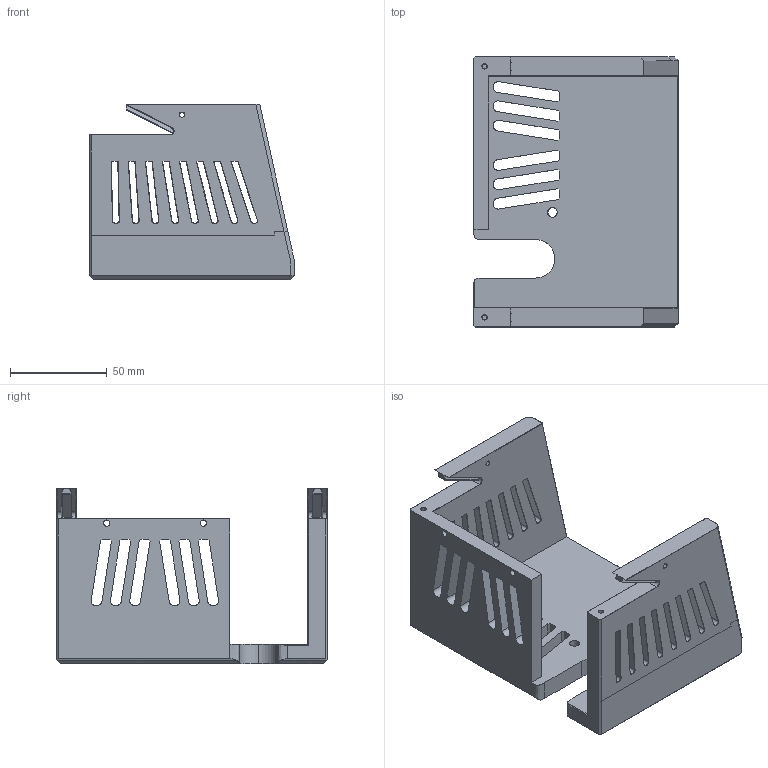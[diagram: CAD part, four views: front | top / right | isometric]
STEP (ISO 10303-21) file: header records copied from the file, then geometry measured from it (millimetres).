
FILE_DESCRIPTION(('HOOPS Exchange Step'),'2;1');
FILE_NAME('temp_export','2024-07-16T00:03:40-22:00',('mobile'),('Shapr3D Limited'),'HOOPS Exchange 2024.2','Shapr3D','Authorized');
FILE_SCHEMA( ('AUTOMOTIVE_DESIGN { 1 0 10303 214 1 1 1 1 }') );
Length unit declared in the file: millimetre
Products named in the file (2): Mobile Setup Parts_handheld_base.SLDPRT.step; root
Assembly tree (1 placements, depth 2):
  root
    Mobile Setup Parts_handheld_base.SLDPRT.step
Bounding box: 106 x 140 x 90.71 mm (x, y, z)
Volume: 287609.8 mm3; surface area: 88263.7 mm2
Topology: 1 solids, 1 shells, 511 faces, 1284 edges, 779 vertices
Faces by surface type: plane 400, bspline 84, cylinder 16, cone 10, extrusion 1
Full cylindrical faces by diameter (mm): 2.55 x4
Entity records: 23226 total; most frequent: CARTESIAN_POINT 11680, ORIENTED_EDGE 2568, DIRECTION 1947, EDGE_CURVE 1284, VECTOR 1009, LINE 1008, VERTEX_POINT 779, EDGE_LOOP 581
